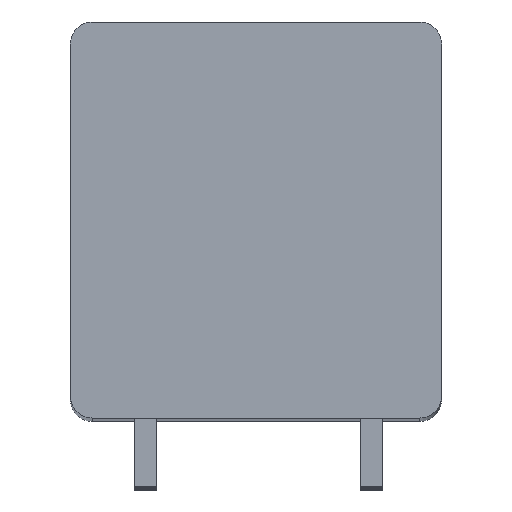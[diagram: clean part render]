
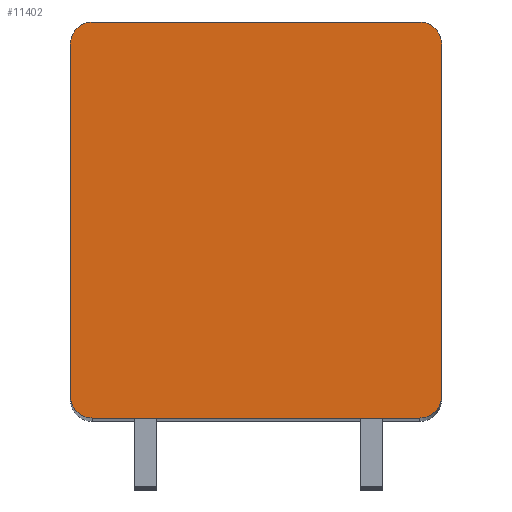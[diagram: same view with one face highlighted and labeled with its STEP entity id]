
A CAD part, top view. The second image highlights one B-rep face of the part: STEP entity #11402.
In plain terms, the highlighted planar face has unit normal (0, 0, 1).
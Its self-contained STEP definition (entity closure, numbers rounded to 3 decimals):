
#1961=CARTESIAN_POINT('',(-5.95,6.4,2.5));
#1962=DIRECTION('',(0.,0.,1.));
#1963=DIRECTION('',(0.,1.,0.));
#1964=AXIS2_PLACEMENT_3D('',#1961,#1962,#1963);
#1966=DIRECTION('',(-1.,0.,0.));
#1967=VECTOR('',#1966,11.9);
#1968=CARTESIAN_POINT('',(5.95,7.2,2.5));
#1969=LINE('',#1968,#1967);
#1970=CARTESIAN_POINT('',(5.95,6.4,2.5));
#1971=DIRECTION('',(0.,0.,1.));
#1972=DIRECTION('',(1.,0.,0.));
#1973=AXIS2_PLACEMENT_3D('',#1970,#1971,#1972);
#1975=DIRECTION('',(0.,1.,0.));
#1976=VECTOR('',#1975,12.8);
#1977=CARTESIAN_POINT('',(6.75,-6.4,2.5));
#1978=LINE('',#1977,#1976);
#1979=CARTESIAN_POINT('',(5.95,-6.4,2.5));
#1980=DIRECTION('',(0.,0.,1.));
#1981=DIRECTION('',(0.,-1.,0.));
#1982=AXIS2_PLACEMENT_3D('',#1979,#1980,#1981);
#1984=DIRECTION('',(1.,0.,0.));
#1985=VECTOR('',#1984,11.9);
#1986=CARTESIAN_POINT('',(-5.95,-7.2,2.5));
#1987=LINE('',#1986,#1985);
#1988=CARTESIAN_POINT('',(-5.95,-6.4,2.5));
#1989=DIRECTION('',(0.,0.,1.));
#1990=DIRECTION('',(-1.,0.,0.));
#1991=AXIS2_PLACEMENT_3D('',#1988,#1989,#1990);
#1993=DIRECTION('',(0.,-1.,0.));
#1994=VECTOR('',#1993,12.8);
#1995=CARTESIAN_POINT('',(-6.75,6.4,2.5));
#1996=LINE('',#1995,#1994);
#8161=CARTESIAN_POINT('',(-5.95,7.2,2.5));
#8162=VERTEX_POINT('',#8161);
#8163=CARTESIAN_POINT('',(-6.75,6.4,2.5));
#8164=VERTEX_POINT('',#8163);
#8169=CARTESIAN_POINT('',(6.75,6.4,2.5));
#8170=VERTEX_POINT('',#8169);
#8171=CARTESIAN_POINT('',(5.95,7.2,2.5));
#8172=VERTEX_POINT('',#8171);
#8177=CARTESIAN_POINT('',(-6.75,-6.4,2.5));
#8178=VERTEX_POINT('',#8177);
#8179=CARTESIAN_POINT('',(-5.95,-7.2,2.5));
#8180=VERTEX_POINT('',#8179);
#8185=CARTESIAN_POINT('',(5.95,-7.2,2.5));
#8186=VERTEX_POINT('',#8185);
#8187=CARTESIAN_POINT('',(6.75,-6.4,2.5));
#8188=VERTEX_POINT('',#8187);
#11387=CARTESIAN_POINT('',(0.,0.,2.5));
#11388=DIRECTION('',(0.,0.,1.));
#11389=DIRECTION('',(1.,0.,0.));
#11390=AXIS2_PLACEMENT_3D('',#11387,#11388,#11389);
#11391=PLANE('',#11390);
#11392=ORIENTED_EDGE('',*,*,#10247,.F.);
#11393=ORIENTED_EDGE('',*,*,#10263,.F.);
#11394=ORIENTED_EDGE('',*,*,#10612,.F.);
#11395=ORIENTED_EDGE('',*,*,#10627,.F.);
#11396=ORIENTED_EDGE('',*,*,#10920,.F.);
#11397=ORIENTED_EDGE('',*,*,#10933,.F.);
#11398=ORIENTED_EDGE('',*,*,#11228,.F.);
#11399=ORIENTED_EDGE('',*,*,#11240,.F.);
#11400=EDGE_LOOP('',(#11392,#11393,#11394,#11395,#11396,#11397,#11398,#11399));
#11401=FACE_OUTER_BOUND('',#11400,.F.);
#1965=CIRCLE('',#1964,0.8);
#1974=CIRCLE('',#1973,0.8);
#1983=CIRCLE('',#1982,0.8);
#1992=CIRCLE('',#1991,0.8);
#10247=EDGE_CURVE('',#8162,#8164,#1965,.T.);
#10263=EDGE_CURVE('',#8172,#8162,#1969,.T.);
#10612=EDGE_CURVE('',#8170,#8172,#1974,.T.);
#10627=EDGE_CURVE('',#8188,#8170,#1978,.T.);
#10920=EDGE_CURVE('',#8186,#8188,#1983,.T.);
#10933=EDGE_CURVE('',#8180,#8186,#1987,.T.);
#11228=EDGE_CURVE('',#8178,#8180,#1992,.T.);
#11240=EDGE_CURVE('',#8164,#8178,#1996,.T.);
#11402=ADVANCED_FACE('',(#11401),#11391,.T.);
